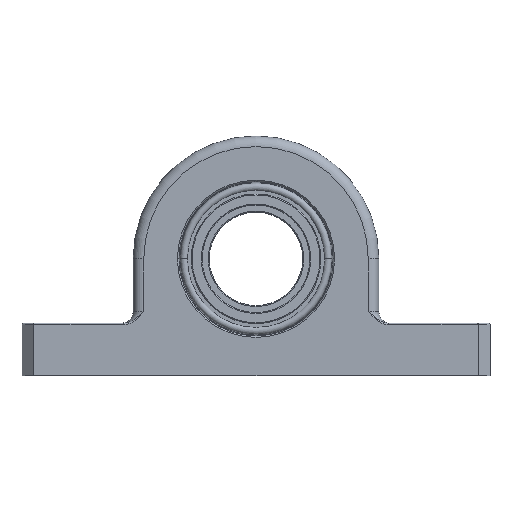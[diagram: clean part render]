
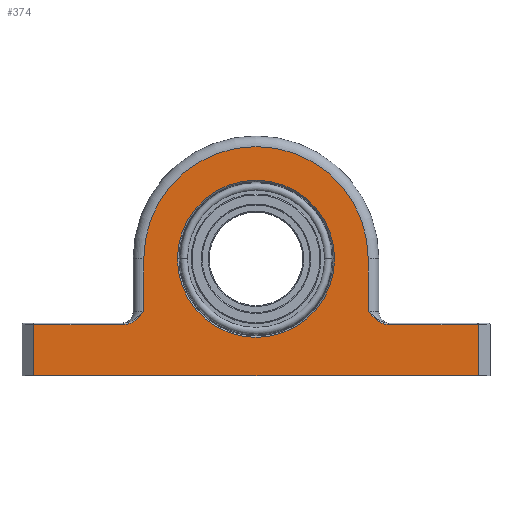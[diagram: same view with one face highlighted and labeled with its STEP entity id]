
A CAD part, top view. The second image highlights one B-rep face of the part: STEP entity #374.
In plain terms, the highlighted planar face has unit normal (0, 0, 1).
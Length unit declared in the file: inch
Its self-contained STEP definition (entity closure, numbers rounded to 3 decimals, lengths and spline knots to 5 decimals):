
#29 = EDGE_CURVE ( 'NONE', #2143, #830, #2441, .T. ) ;
#51 = CARTESIAN_POINT ( 'NONE',  ( -1.21349, 0.67047, 0.45313 ) ) ;
#95 = ORIENTED_EDGE ( 'NONE', *, *, #2138, .T. ) ;
#118 = CARTESIAN_POINT ( 'NONE',  ( -1.41629, 0.5475, 0.45312 ) ) ;
#123 = EDGE_CURVE ( 'NONE', #971, #1788, #310, .T. ) ;
#155 = CARTESIAN_POINT ( 'NONE',  ( -2.375, 1.25, 0.45312 ) ) ;
#223 = CARTESIAN_POINT ( 'NONE',  ( -1.19922, 0.6875, 0.45312 ) ) ;
#230 = DIRECTION ( 'NONE',  ( 1., 0., 0. ) ) ;
#237 = LINE ( 'NONE', #1767, #2509 ) ;
#253 = CARTESIAN_POINT ( 'NONE',  ( -1.27462, 0.60574, 0.45313 ) ) ;
#258 = AXIS2_PLACEMENT_3D ( 'NONE', #871, #1110, #230 ) ;
#310 = CIRCLE ( 'NONE', #258, 0.83975 ) ;
#325 = EDGE_CURVE ( 'NONE', #1876, #1228, #1794, .T. ) ;
#326 = DIRECTION ( 'NONE',  ( 0., -1., 0. ) ) ;
#335 = DIRECTION ( 'NONE',  ( 0., -1., 0. ) ) ;
#343 = CARTESIAN_POINT ( 'NONE',  ( 0., 1.25, 0.45312 ) ) ;
#346 = EDGE_CURVE ( 'NONE', #1214, #523, #1655, .T. ) ;
#374 = ADVANCED_FACE ( 'NONE', ( #1018, #958 ), #2413, .T. ) ;
#384 = ORIENTED_EDGE ( 'NONE', *, *, #325, .T. ) ;
#402 = CARTESIAN_POINT ( 'NONE',  ( -1.39391, 0.54862, 0.45312 ) ) ;
#405 = CARTESIAN_POINT ( 'NONE',  ( -1.19922, 1.25, 0.45312 ) ) ;
#412 = VECTOR ( 'NONE', #335, 39.37008 ) ;
#456 = DIRECTION ( 'NONE',  ( -1., 0., 0. ) ) ;
#457 = VECTOR ( 'NONE', #1136, 39.37008 ) ;
#523 = VERTEX_POINT ( 'NONE', #1583 ) ;
#582 = EDGE_CURVE ( 'NONE', #523, #2000, #2480, .T. ) ;
#588 = CARTESIAN_POINT ( 'NONE',  ( 1.19922, 1.25, 0.45312 ) ) ;
#651 = CARTESIAN_POINT ( 'NONE',  ( -1.405, 0.5475, 0.45312 ) ) ;
#733 = ORIENTED_EDGE ( 'NONE', *, *, #1482, .T. ) ;
#770 = CARTESIAN_POINT ( 'NONE',  ( -2.375, 0., 0.45312 ) ) ;
#830 = VERTEX_POINT ( 'NONE', #1638 ) ;
#846 = CARTESIAN_POINT ( 'NONE',  ( -1.19922, 1.25, 0.45312 ) ) ;
#871 = CARTESIAN_POINT ( 'NONE',  ( 0., 1.25, 0.45312 ) ) ;
#895 = CARTESIAN_POINT ( 'NONE',  ( 0., 1.25, 0.45312 ) ) ;
#958 = FACE_OUTER_BOUND ( 'NONE', #2461, .T. ) ;
#971 = VERTEX_POINT ( 'NONE', #1894 ) ;
#976 = CARTESIAN_POINT ( 'NONE',  ( -1.36124, 0.55595, 0.45312 ) ) ;
#998 = CARTESIAN_POINT ( 'NONE',  ( 0., 0.5475, 0.45312 ) ) ;
#999 = ORIENTED_EDGE ( 'NONE', *, *, #346, .T. ) ;
#1018 = FACE_BOUND ( 'NONE', #2436, .T. ) ;
#1026 = LINE ( 'NONE', #2124, #1344 ) ;
#1031 = VERTEX_POINT ( 'NONE', #1235 ) ;
#1049 = ORIENTED_EDGE ( 'NONE', *, *, #2508, .T. ) ;
#1053 = CARTESIAN_POINT ( 'NONE',  ( -1.25835, 0.62104, 0.45312 ) ) ;
#1071 = ORIENTED_EDGE ( 'NONE', *, *, #123, .T. ) ;
#1091 = CARTESIAN_POINT ( 'NONE',  ( 1.19922, 1.25, 0.45312 ) ) ;
#1098 = CARTESIAN_POINT ( 'NONE',  ( 2.375, 0.5475, 0.45312 ) ) ;
#1110 = DIRECTION ( 'NONE',  ( 0., 0., -1. ) ) ;
#1129 = DIRECTION ( 'NONE',  ( 1., 0., 0. ) ) ;
#1136 = DIRECTION ( 'NONE',  ( 0., 1., 0. ) ) ;
#1214 = VERTEX_POINT ( 'NONE', #1283 ) ;
#1227 = CARTESIAN_POINT ( 'NONE',  ( 0., 1.25, 0.45312 ) ) ;
#1228 = VERTEX_POINT ( 'NONE', #770 ) ;
#1235 = CARTESIAN_POINT ( 'NONE',  ( 2.375, 0., 0.45313 ) ) ;
#1264 = DIRECTION ( 'NONE',  ( -1., 0., 0. ) ) ;
#1283 = CARTESIAN_POINT ( 'NONE',  ( 1.41629, 0.5475, 0.45312 ) ) ;
#1286 = CARTESIAN_POINT ( 'NONE',  ( -0.83975, 1.25, 0.45312 ) ) ;
#1297 = ORIENTED_EDGE ( 'NONE', *, *, #29, .T. ) ;
#1312 = CARTESIAN_POINT ( 'NONE',  ( 1.37207, 0.55283, 0.45312 ) ) ;
#1344 = VECTOR ( 'NONE', #456, 39.37008 ) ;
#1364 = CARTESIAN_POINT ( 'NONE',  ( -1.31057, 0.579, 0.45312 ) ) ;
#1406 = DIRECTION ( 'NONE',  ( 1., 0., 0. ) ) ;
#1459 = ORIENTED_EDGE ( 'NONE', *, *, #1506, .T. ) ;
#1463 = EDGE_CURVE ( 'NONE', #1228, #1031, #237, .T. ) ;
#1482 = EDGE_CURVE ( 'NONE', #1031, #1888, #1654, .T. ) ;
#1487 = CARTESIAN_POINT ( 'NONE',  ( -1.37207, 0.55283, 0.45312 ) ) ;
#1500 = AXIS2_PLACEMENT_3D ( 'NONE', #895, #2297, #2653 ) ;
#1506 = EDGE_CURVE ( 'NONE', #1888, #1214, #1026, .T. ) ;
#1583 = CARTESIAN_POINT ( 'NONE',  ( 1.19922, 0.6875, 0.45312 ) ) ;
#1638 = CARTESIAN_POINT ( 'NONE',  ( -1.19922, 0.6875, 0.45312 ) ) ;
#1654 = LINE ( 'NONE', #1901, #2315 ) ;
#1655 = B_SPLINE_CURVE_WITH_KNOTS ( 'NONE', 3,
 ( #2495, #2572, #2565, #1312, #2558, #2503, #2594, #2556, #2389, #2484, #2031, #2510 ),
 .UNSPECIFIED., .F., .F.,
 ( 4, 2, 2, 2, 2, 4 ),
 ( 0., 0.00085, 0.00169, 0.00339, 0.00508, 0.00678 ),
 .UNSPECIFIED. ) ;
#1692 = ORIENTED_EDGE ( 'NONE', *, *, #582, .T. ) ;
#1698 = CARTESIAN_POINT ( 'NONE',  ( -1.22784, 0.65335, 0.45312 ) ) ;
#1733 = AXIS2_PLACEMENT_3D ( 'NONE', #1227, #2367, #1406 ) ;
#1749 = DIRECTION ( 'NONE',  ( 1., 0., 0. ) ) ;
#1767 = CARTESIAN_POINT ( 'NONE',  ( -2.5, 0., 0.45312 ) ) ;
#1770 = ORIENTED_EDGE ( 'NONE', *, *, #2471, .T. ) ;
#1788 = VERTEX_POINT ( 'NONE', #1286 ) ;
#1794 = LINE ( 'NONE', #155, #412 ) ;
#1841 = DIRECTION ( 'NONE',  ( 0., 1., 0. ) ) ;
#1876 = VERTEX_POINT ( 'NONE', #1995 ) ;
#1888 = VERTEX_POINT ( 'NONE', #1098 ) ;
#1894 = CARTESIAN_POINT ( 'NONE',  ( 0.83975, 1.25, 0.45312 ) ) ;
#1901 = CARTESIAN_POINT ( 'NONE',  ( 2.375, 1.25, 0.45312 ) ) ;
#1932 = ORIENTED_EDGE ( 'NONE', *, *, #2122, .T. ) ;
#1978 = ORIENTED_EDGE ( 'NONE', *, *, #1463, .T. ) ;
#1995 = CARTESIAN_POINT ( 'NONE',  ( -2.375, 0.5475, 0.45312 ) ) ;
#1999 = DIRECTION ( 'NONE',  ( 0., 0., 1. ) ) ;
#2000 = VERTEX_POINT ( 'NONE', #588 ) ;
#2025 = CARTESIAN_POINT ( 'NONE',  ( -1.32979, 0.56788, 0.45312 ) ) ;
#2031 = CARTESIAN_POINT ( 'NONE',  ( 1.2135, 0.67045, 0.45312 ) ) ;
#2122 = EDGE_CURVE ( 'NONE', #830, #2356, #2196, .T. ) ;
#2124 = CARTESIAN_POINT ( 'NONE',  ( 0., 0.5475, 0.45312 ) ) ;
#2138 = EDGE_CURVE ( 'NONE', #2000, #2143, #2453, .T. ) ;
#2143 = VERTEX_POINT ( 'NONE', #846 ) ;
#2185 = CIRCLE ( 'NONE', #1500, 0.83975 ) ;
#2196 = B_SPLINE_CURVE_WITH_KNOTS ( 'NONE', 3,
 ( #223, #51, #1698, #1053, #253, #1364, #2025, #976, #1487, #402, #651, #2368 ),
 .UNSPECIFIED., .F., .F.,
 ( 4, 2, 2, 2, 2, 4 ),
 ( -0.00001, 0.00168, 0.00337, 0.00507, 0.00591, 0.00676 ),
 .UNSPECIFIED. ) ;
#2252 = VECTOR ( 'NONE', #1264, 39.37008 ) ;
#2296 = LINE ( 'NONE', #998, #2252 ) ;
#2297 = DIRECTION ( 'NONE',  ( 0., 0., -1. ) ) ;
#2315 = VECTOR ( 'NONE', #1841, 39.37008 ) ;
#2356 = VERTEX_POINT ( 'NONE', #118 ) ;
#2367 = DIRECTION ( 'NONE',  ( 0., 0., 1. ) ) ;
#2368 = CARTESIAN_POINT ( 'NONE',  ( -1.41629, 0.5475, 0.45312 ) ) ;
#2389 = CARTESIAN_POINT ( 'NONE',  ( 1.25835, 0.62104, 0.45312 ) ) ;
#2413 = PLANE ( 'NONE',  #1733 ) ;
#2436 = EDGE_LOOP ( 'NONE', ( #1071, #1049 ) ) ;
#2441 = LINE ( 'NONE', #405, #2527 ) ;
#2453 = CIRCLE ( 'NONE', #2532, 1.19922 ) ;
#2461 = EDGE_LOOP ( 'NONE', ( #1297, #1932, #1770, #384, #1978, #733, #1459, #999, #1692, #95 ) ) ;
#2471 = EDGE_CURVE ( 'NONE', #2356, #1876, #2296, .T. ) ;
#2480 = LINE ( 'NONE', #1091, #457 ) ;
#2484 = CARTESIAN_POINT ( 'NONE',  ( 1.22784, 0.65335, 0.45312 ) ) ;
#2495 = CARTESIAN_POINT ( 'NONE',  ( 1.41629, 0.5475, 0.45312 ) ) ;
#2503 = CARTESIAN_POINT ( 'NONE',  ( 1.32979, 0.56788, 0.45312 ) ) ;
#2508 = EDGE_CURVE ( 'NONE', #1788, #971, #2185, .T. ) ;
#2509 = VECTOR ( 'NONE', #1129, 39.37008 ) ;
#2510 = CARTESIAN_POINT ( 'NONE',  ( 1.19922, 0.6875, 0.45312 ) ) ;
#2527 = VECTOR ( 'NONE', #326, 39.37008 ) ;
#2532 = AXIS2_PLACEMENT_3D ( 'NONE', #343, #1999, #1749 ) ;
#2556 = CARTESIAN_POINT ( 'NONE',  ( 1.27462, 0.60574, 0.45312 ) ) ;
#2558 = CARTESIAN_POINT ( 'NONE',  ( 1.36124, 0.55595, 0.45312 ) ) ;
#2565 = CARTESIAN_POINT ( 'NONE',  ( 1.39391, 0.54862, 0.45312 ) ) ;
#2572 = CARTESIAN_POINT ( 'NONE',  ( 1.405, 0.5475, 0.45313 ) ) ;
#2594 = CARTESIAN_POINT ( 'NONE',  ( 1.31057, 0.579, 0.45312 ) ) ;
#2653 = DIRECTION ( 'NONE',  ( 1., 0., 0. ) ) ;
